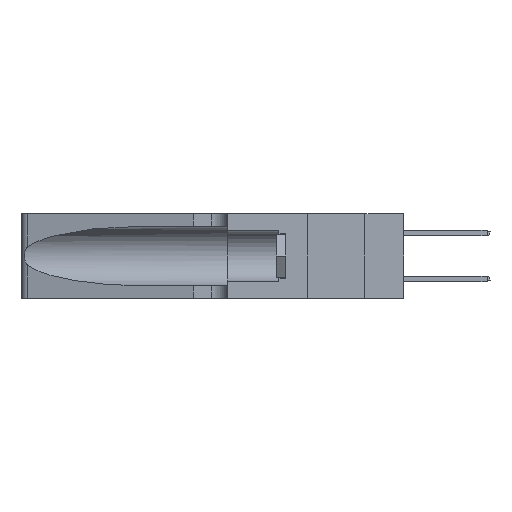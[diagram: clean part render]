
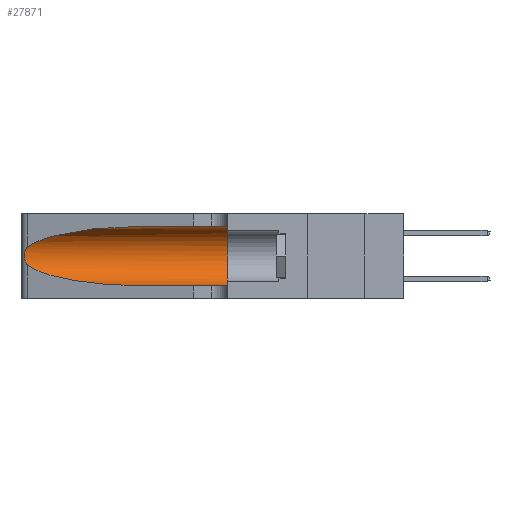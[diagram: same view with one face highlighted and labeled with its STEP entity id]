
A CAD part, left-side view. The second image highlights one B-rep face of the part: STEP entity #27871.
In plain terms, the highlighted cylindrical face has radius 3.308 mm (diameter 6.617 mm), a partial arc.
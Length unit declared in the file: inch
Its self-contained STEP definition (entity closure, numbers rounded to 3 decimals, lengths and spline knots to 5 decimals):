
#676 = B_SPLINE_CURVE_WITH_KNOTS ( 'NONE', 3,
 ( #6648, #4033, #27065, #24617, #9262, #27181, #11851, #29780, #14423, #32342, #16999, #1527, #19592, #4140 ),
 .UNSPECIFIED., .F., .F.,
 ( 4, 2, 2, 2, 2, 2, 4 ),
 ( 0., 0.00027, 0.00053, 0.00107, 0.0016, 0.00187, 0.00214 ),
 .UNSPECIFIED. ) ;
#906 = CARTESIAN_POINT ( 'NONE',  ( 0.1305, 0.35, 0.31525 ) ) ;
#1454 = DIRECTION ( 'NONE',  ( 0., 0., 1. ) ) ;
#1527 = CARTESIAN_POINT ( 'NONE',  ( 0.25639, 1.23186, 0.15144 ) ) ;
#1796 = EDGE_CURVE ( 'NONE', #13129, #5218, #676, .T. ) ;
#2152 = CARTESIAN_POINT ( 'NONE',  ( 0.1305, 0.72297, 0.05475 ) ) ;
#4033 = CARTESIAN_POINT ( 'NONE',  ( 0.25555, 1.22994, 0.2215 ) ) ;
#4140 = CARTESIAN_POINT ( 'NONE',  ( 0.25487, 1.22718, 0.14631 ) ) ;
#4794 = ORIENTED_EDGE ( 'NONE', *, *, #24927, .T. ) ;
#5218 = VERTEX_POINT ( 'NONE', #12161 ) ;
#5782 = EDGE_CURVE ( 'NONE', #12676, #27909, #17874, .T. ) ;
#6257 = DIRECTION ( 'NONE',  ( 0., -1., 0. ) ) ;
#6622 = EDGE_CURVE ( 'NONE', #22831, #13129, #28130, .T. ) ;
#6648 = CARTESIAN_POINT ( 'NONE',  ( 0.25487, 1.22718, 0.22369 ) ) ;
#6972 = CARTESIAN_POINT ( 'NONE',  ( 0.25487, 1.22718, 0.22369 ) ) ;
#7159 = EDGE_LOOP ( 'NONE', ( #25858, #20229, #9626, #4794, #32212, #30709 ) ) ;
#7383 = EDGE_CURVE ( 'NONE', #5218, #13583, #22176, .T. ) ;
#9262 = CARTESIAN_POINT ( 'NONE',  ( 0.25854, 1.2359, 0.20912 ) ) ;
#9626 = ORIENTED_EDGE ( 'NONE', *, *, #7383, .T. ) ;
#9962 = DIRECTION ( 'NONE',  ( 0., -1., 0. ) ) ;
#10594 = CYLINDRICAL_SURFACE ( 'NONE', #27124, 0.13025 ) ;
#11394 = FACE_OUTER_BOUND ( 'NONE', #7159, .T. ) ;
#11711 = VECTOR ( 'NONE', #9962, 39.37008 ) ;
#11851 = CARTESIAN_POINT ( 'NONE',  ( 0.26075, 1.23896, 0.19203 ) ) ;
#12063 = CARTESIAN_POINT ( 'NONE',  ( 0.1305, 0.72297, 0.31525 ) ) ;
#12072 = DIRECTION ( 'NONE',  ( 0., 0., -1. ) ) ;
#12161 = CARTESIAN_POINT ( 'NONE',  ( 0.25487, 1.22718, 0.14631 ) ) ;
#12465 = CARTESIAN_POINT ( 'NONE',  ( 0.25487, 1.22718, 0.14631 ) ) ;
#12540 = CARTESIAN_POINT ( 'NONE',  ( 0.1305, 1.61858, 0.31525 ) ) ;
#12676 = VERTEX_POINT ( 'NONE', #906 ) ;
#13129 = VERTEX_POINT ( 'NONE', #20865 ) ;
#13583 = VERTEX_POINT ( 'NONE', #20053 ) ;
#14423 = CARTESIAN_POINT ( 'NONE',  ( 0.26017, 1.23833, 0.17102 ) ) ;
#16163 = LINE ( 'NONE', #24211, #22959 ) ;
#16290 = AXIS2_PLACEMENT_3D ( 'NONE', #32279, #16932, #1454 ) ;
#16932 = DIRECTION ( 'NONE',  ( 0., 1., 0. ) ) ;
#16999 = CARTESIAN_POINT ( 'NONE',  ( 0.25789, 1.23486, 0.15765 ) ) ;
#17626 = CARTESIAN_POINT ( 'NONE',  ( 0.18966, 0.96281, 0.05475 ) ) ;
#17874 = CIRCLE ( 'NONE', #16290, 0.13025 ) ;
#18046 = EDGE_CURVE ( 'NONE', #22831, #12676, #32159, .T. ) ;
#19592 = CARTESIAN_POINT ( 'NONE',  ( 0.25555, 1.22993, 0.14849 ) ) ;
#19818 = CARTESIAN_POINT ( 'NONE',  ( 0.1305, 0.35, 0.05475 ) ) ;
#20053 = CARTESIAN_POINT ( 'NONE',  ( 0.1305, 0.72297, 0.05475 ) ) ;
#20229 = ORIENTED_EDGE ( 'NONE', *, *, #1796, .T. ) ;
#20865 = CARTESIAN_POINT ( 'NONE',  ( 0.25487, 1.22718, 0.22369 ) ) ;
#22176 =( BOUNDED_CURVE ( )  B_SPLINE_CURVE ( 3, ( #12465, #25215, #17626, #2152 ),
 .UNSPECIFIED., .F., .F. ) 
 B_SPLINE_CURVE_WITH_KNOTS ( ( 4, 4 ),
 ( 3.44316, 4.71239 ),
 .UNSPECIFIED. ) 
 CURVE ( )  GEOMETRIC_REPRESENTATION_ITEM ( )  RATIONAL_B_SPLINE_CURVE ( ( 1., 0.87, 0.87, 1. ) ) 
 REPRESENTATION_ITEM ( '' )  );
#22248 = CARTESIAN_POINT ( 'NONE',  ( 0.1305, 1.61858, 0.185 ) ) ;
#22353 = CARTESIAN_POINT ( 'NONE',  ( 0.2373, 1.15595, 0.28018 ) ) ;
#22831 = VERTEX_POINT ( 'NONE', #32964 ) ;
#22959 = VECTOR ( 'NONE', #6257, 39.37008 ) ;
#24211 = CARTESIAN_POINT ( 'NONE',  ( 0.1305, 1.61858, 0.05475 ) ) ;
#24617 = CARTESIAN_POINT ( 'NONE',  ( 0.25787, 1.23484, 0.2124 ) ) ;
#24927 = EDGE_CURVE ( 'NONE', #13583, #27909, #16163, .T. ) ;
#25215 = CARTESIAN_POINT ( 'NONE',  ( 0.2373, 1.15595, 0.08982 ) ) ;
#25858 = ORIENTED_EDGE ( 'NONE', *, *, #6622, .T. ) ;
#27065 = CARTESIAN_POINT ( 'NONE',  ( 0.25639, 1.23184, 0.21858 ) ) ;
#27124 = AXIS2_PLACEMENT_3D ( 'NONE', #22248, #27406, #12072 ) ;
#27181 = CARTESIAN_POINT ( 'NONE',  ( 0.26018, 1.23835, 0.19895 ) ) ;
#27397 = CARTESIAN_POINT ( 'NONE',  ( 0.18966, 0.96281, 0.31525 ) ) ;
#27406 = DIRECTION ( 'NONE',  ( 0., -1., 0. ) ) ;
#27871 = ADVANCED_FACE ( 'NONE', ( #11394 ), #10594, .F. ) ;
#27909 = VERTEX_POINT ( 'NONE', #19818 ) ;
#28130 =( BOUNDED_CURVE ( )  B_SPLINE_CURVE ( 3, ( #12063, #27397, #22353, #6972 ),
 .UNSPECIFIED., .F., .F. ) 
 B_SPLINE_CURVE_WITH_KNOTS ( ( 4, 4 ),
 ( 1.5708, 2.84003 ),
 .UNSPECIFIED. ) 
 CURVE ( )  GEOMETRIC_REPRESENTATION_ITEM ( )  RATIONAL_B_SPLINE_CURVE ( ( 1., 0.87, 0.87, 1. ) ) 
 REPRESENTATION_ITEM ( '' )  );
#29780 = CARTESIAN_POINT ( 'NONE',  ( 0.26075, 1.23896, 0.178 ) ) ;
#30709 = ORIENTED_EDGE ( 'NONE', *, *, #18046, .F. ) ;
#32159 = LINE ( 'NONE', #12540, #11711 ) ;
#32212 = ORIENTED_EDGE ( 'NONE', *, *, #5782, .F. ) ;
#32279 = CARTESIAN_POINT ( 'NONE',  ( 0.1305, 0.35, 0.185 ) ) ;
#32342 = CARTESIAN_POINT ( 'NONE',  ( 0.25856, 1.23593, 0.16098 ) ) ;
#32964 = CARTESIAN_POINT ( 'NONE',  ( 0.1305, 0.72297, 0.31525 ) ) ;
